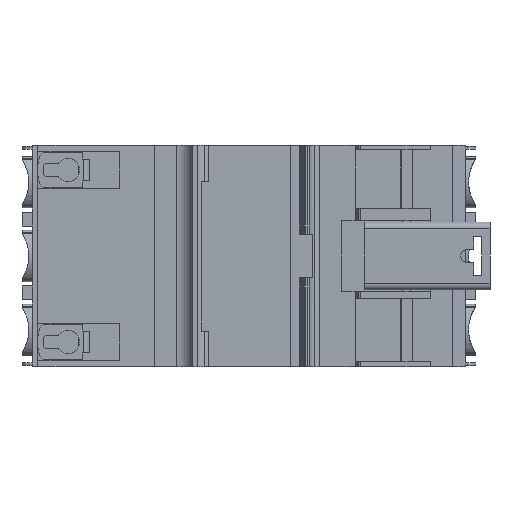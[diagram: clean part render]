
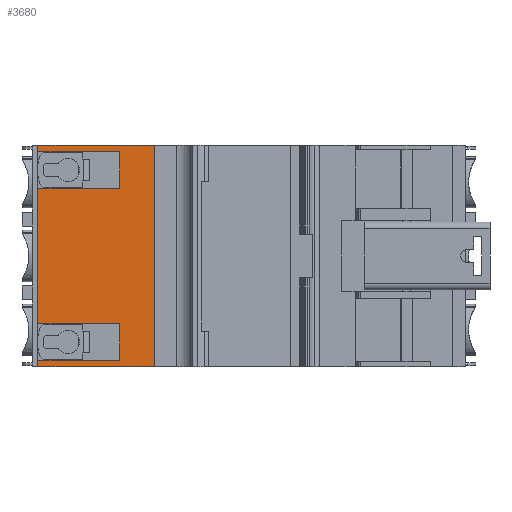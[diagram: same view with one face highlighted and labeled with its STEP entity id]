
A CAD part, front view. The second image highlights one B-rep face of the part: STEP entity #3680.
In plain terms, the highlighted planar face has unit normal (0, -1, 0).
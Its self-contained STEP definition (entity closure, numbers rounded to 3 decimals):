
#166=DIRECTION('',(1.,0.,0.));
#167=VECTOR('',#166,42.65);
#168=CARTESIAN_POINT('',(-63.99,-64.14,40.5));
#169=LINE('',#168,#167);
#767=DIRECTION('',(1.,0.,0.));
#768=VECTOR('',#767,42.65);
#769=CARTESIAN_POINT('',(-63.99,-64.14,-40.5));
#770=LINE('',#769,#768);
#1004=DIRECTION('',(1.,0.,0.));
#1005=VECTOR('',#1004,29.85);
#1006=CARTESIAN_POINT('',(-63.99,-64.14,-38.1));
#1007=LINE('',#1006,#1005);
#1008=DIRECTION('',(0.,0.,1.));
#1009=VECTOR('',#1008,13.4);
#1010=CARTESIAN_POINT('',(-34.14,-64.14,-38.1));
#1011=LINE('',#1010,#1009);
#1012=DIRECTION('',(1.,0.,0.));
#1013=VECTOR('',#1012,29.85);
#1014=CARTESIAN_POINT('',(-63.99,-64.14,-24.7));
#1015=LINE('',#1014,#1013);
#1016=DIRECTION('',(0.,0.,-1.));
#1017=VECTOR('',#1016,49.4);
#1018=CARTESIAN_POINT('',(-63.99,-64.14,24.7));
#1019=LINE('',#1018,#1017);
#1020=DIRECTION('',(1.,0.,0.));
#1021=VECTOR('',#1020,29.85);
#1022=CARTESIAN_POINT('',(-63.99,-64.14,24.7));
#1023=LINE('',#1022,#1021);
#1024=DIRECTION('',(0.,0.,1.));
#1025=VECTOR('',#1024,13.4);
#1026=CARTESIAN_POINT('',(-34.14,-64.14,24.7));
#1027=LINE('',#1026,#1025);
#1028=DIRECTION('',(1.,0.,0.));
#1029=VECTOR('',#1028,29.85);
#1030=CARTESIAN_POINT('',(-63.99,-64.14,38.1));
#1031=LINE('',#1030,#1029);
#1032=DIRECTION('',(0.,0.,-1.));
#1033=VECTOR('',#1032,2.4);
#1034=CARTESIAN_POINT('',(-63.99,-64.14,40.5));
#1035=LINE('',#1034,#1033);
#1036=DIRECTION('',(0.,0.,-1.));
#1037=VECTOR('',#1036,2.4);
#1038=CARTESIAN_POINT('',(-63.99,-64.14,-38.1));
#1039=LINE('',#1038,#1037);
#1052=DIRECTION('',(0.,0.,-1.));
#1053=VECTOR('',#1052,81.);
#1054=CARTESIAN_POINT('',(-21.34,-64.14,40.5));
#1055=LINE('',#1054,#1053);
#2038=CARTESIAN_POINT('',(-63.99,-64.14,40.5));
#2039=VERTEX_POINT('',#2038);
#2040=CARTESIAN_POINT('',(-21.34,-64.14,40.5));
#2041=VERTEX_POINT('',#2040);
#2128=CARTESIAN_POINT('',(-63.99,-64.14,-40.5));
#2129=VERTEX_POINT('',#2128);
#2130=CARTESIAN_POINT('',(-21.34,-64.14,-40.5));
#2131=VERTEX_POINT('',#2130);
#2550=CARTESIAN_POINT('',(-63.99,-64.14,-38.1));
#2551=VERTEX_POINT('',#2550);
#2552=CARTESIAN_POINT('',(-63.99,-64.14,-24.7));
#2553=VERTEX_POINT('',#2552);
#2554=CARTESIAN_POINT('',(-63.99,-64.14,38.1));
#2555=VERTEX_POINT('',#2554);
#2556=CARTESIAN_POINT('',(-63.99,-64.14,24.7));
#2557=VERTEX_POINT('',#2556);
#2558=CARTESIAN_POINT('',(-34.14,-64.14,-38.1));
#2559=VERTEX_POINT('',#2558);
#2560=CARTESIAN_POINT('',(-34.14,-64.14,-24.7));
#2561=VERTEX_POINT('',#2560);
#2562=CARTESIAN_POINT('',(-34.14,-64.14,24.7));
#2563=CARTESIAN_POINT('',(-34.14,-64.14,38.1));
#2564=VERTEX_POINT('',#2562);
#2565=VERTEX_POINT('',#2563);
#3655=CARTESIAN_POINT('',(-63.99,-64.14,40.5));
#3656=DIRECTION('',(0.,-1.,0.));
#3657=DIRECTION('',(1.,0.,0.));
#3658=AXIS2_PLACEMENT_3D('',#3655,#3656,#3657);
#3659=PLANE('',#3658);
#3661=ORIENTED_EDGE('',*,*,#3660,.T.);
#3663=ORIENTED_EDGE('',*,*,#3662,.T.);
#3664=ORIENTED_EDGE('',*,*,#3647,.F.);
#3665=ORIENTED_EDGE('',*,*,#3604,.F.);
#3667=ORIENTED_EDGE('',*,*,#3666,.T.);
#3669=ORIENTED_EDGE('',*,*,#3668,.T.);
#3671=ORIENTED_EDGE('',*,*,#3670,.F.);
#3672=ORIENTED_EDGE('',*,*,#3596,.F.);
#3673=ORIENTED_EDGE('',*,*,#2697,.T.);
#3675=ORIENTED_EDGE('',*,*,#3674,.T.);
#3676=ORIENTED_EDGE('',*,*,#3432,.F.);
#3677=ORIENTED_EDGE('',*,*,#3591,.F.);
#3678=EDGE_LOOP('',(#3661,#3663,#3664,#3665,#3667,#3669,#3671,#3672,#3673,#3675,
#3676,#3677));
#3679=FACE_OUTER_BOUND('',#3678,.F.);
#3680=ADVANCED_FACE('',(#3679),#3659,.T.);
#2697=EDGE_CURVE('',#2039,#2041,#169,.T.);
#3432=EDGE_CURVE('',#2129,#2131,#770,.T.);
#3591=EDGE_CURVE('',#2551,#2129,#1039,.T.);
#3596=EDGE_CURVE('',#2039,#2555,#1035,.T.);
#3604=EDGE_CURVE('',#2557,#2553,#1019,.T.);
#3647=EDGE_CURVE('',#2553,#2561,#1015,.T.);
#3660=EDGE_CURVE('',#2551,#2559,#1007,.T.);
#3662=EDGE_CURVE('',#2559,#2561,#1011,.T.);
#3666=EDGE_CURVE('',#2557,#2564,#1023,.T.);
#3668=EDGE_CURVE('',#2564,#2565,#1027,.T.);
#3670=EDGE_CURVE('',#2555,#2565,#1031,.T.);
#3674=EDGE_CURVE('',#2041,#2131,#1055,.T.);
